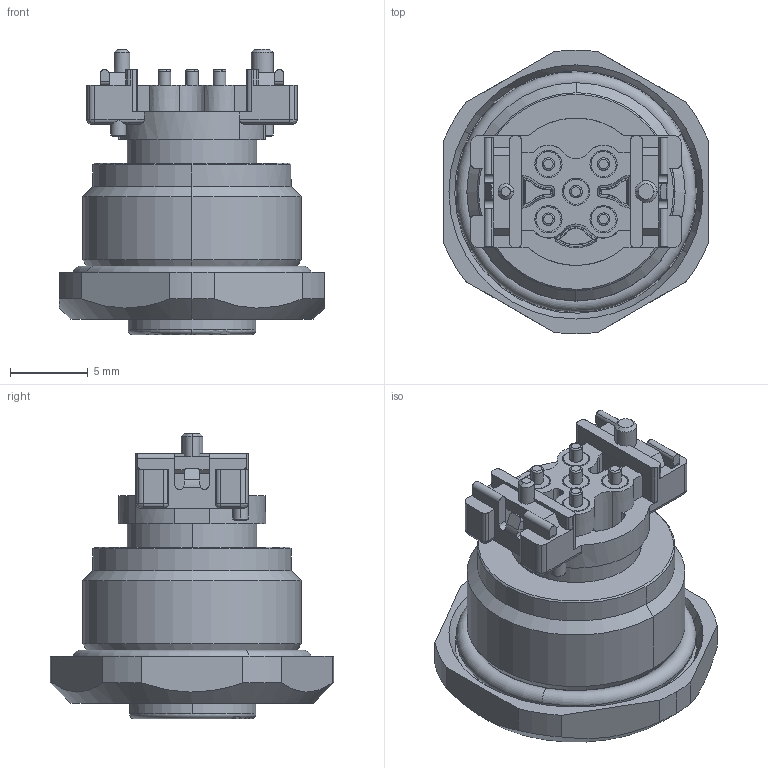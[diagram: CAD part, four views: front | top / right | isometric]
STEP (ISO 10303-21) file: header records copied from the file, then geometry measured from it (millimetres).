
FILE_DESCRIPTION(('CATIA V5R24 STEP','CAx-IF Rec.Pracs.--- Model Styling and Organization---1.2---2011-12-15'),'2;1');
FILE_NAME ('D1461853_0_2423050000_2423050000.stp','2017-08-29T12:13:01+00:00',('none'),('Weidmueller'),'CATIA Version 5-6 Release 2014 SP4 HF52','CATIA V5 STEP AP214','none');
FILE_SCHEMA(('AUTOMOTIVE_DESIGN { 1 0 10303 214 1 1 1 1 }'));
Length unit declared in the file: millimetre
Products named in the file (1): 2423050000
Bounding box: 17 x 18.2 x 18.3 mm (x, y, z)
Volume: 1654.8 mm3; surface area: 3473.2 mm2
Topology: 5 solids, 5 shells, 727 faces, 1986 edges, 1301 vertices
Faces by surface type: cylinder 251, plane 208, cone 108, bspline 67, extrusion 65, torus 24, sphere 4
Entity records: 25174 total; most frequent: CARTESIAN_POINT 8431, ORIENTED_EDGE 3940, DIRECTION 2508, EDGE_CURVE 1970, VERTEX_POINT 1301, AXIS2_PLACEMENT_3D 1125, VECTOR 901, LINE 836
